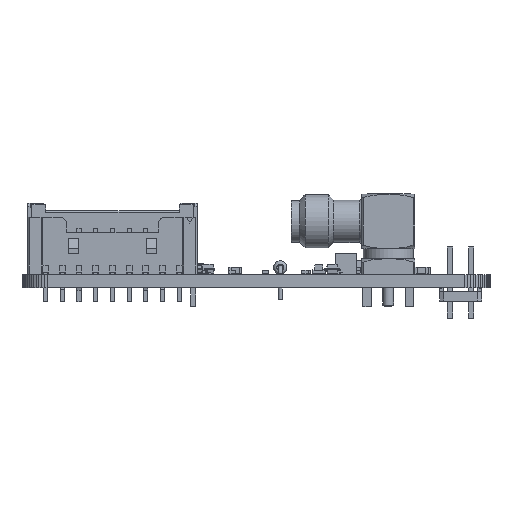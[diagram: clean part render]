
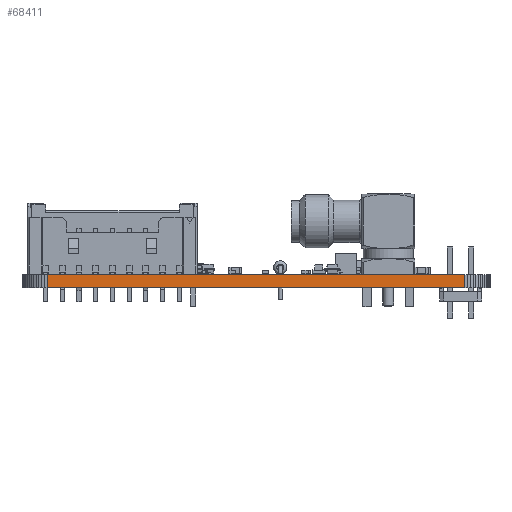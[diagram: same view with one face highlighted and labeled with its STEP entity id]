
A CAD part, front view. The second image highlights one B-rep face of the part: STEP entity #68411.
In plain terms, the highlighted planar face has unit normal (0, -1, 0).
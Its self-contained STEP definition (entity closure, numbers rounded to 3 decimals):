
#65345 = VERTEX_POINT('',#65346);
#65346 = CARTESIAN_POINT('',(93.,-113.,0.));
#65352 = EDGE_CURVE('',#65353,#65345,#65355,.T.);
#65353 = VERTEX_POINT('',#65354);
#65354 = CARTESIAN_POINT('',(143.,-113.,0.));
#65355 = LINE('',#65356,#65357);
#65356 = CARTESIAN_POINT('',(143.,-113.,0.));
#65357 = VECTOR('',#65358,1.);
#65358 = DIRECTION('',(-1.,0.,0.));
#66580 = VERTEX_POINT('',#66581);
#66581 = CARTESIAN_POINT('',(93.,-113.,1.606));
#66587 = EDGE_CURVE('',#66588,#66580,#66590,.T.);
#66588 = VERTEX_POINT('',#66589);
#66589 = CARTESIAN_POINT('',(143.,-113.,1.606));
#66590 = LINE('',#66591,#66592);
#66591 = CARTESIAN_POINT('',(143.,-113.,1.606));
#66592 = VECTOR('',#66593,1.);
#66593 = DIRECTION('',(-1.,0.,0.));
#68383 = EDGE_CURVE('',#65353,#66588,#68384,.T.);
#68384 = LINE('',#68385,#68386);
#68385 = CARTESIAN_POINT('',(143.,-113.,0.));
#68386 = VECTOR('',#68387,1.);
#68387 = DIRECTION('',(0.,0.,1.));
#68411 = ADVANCED_FACE('',(#68412),#68423,.T.);
#68412 = FACE_BOUND('',#68413,.T.);
#68413 = EDGE_LOOP('',(#68414,#68415,#68416,#68422));
#68414 = ORIENTED_EDGE('',*,*,#68383,.T.);
#68415 = ORIENTED_EDGE('',*,*,#66587,.T.);
#68416 = ORIENTED_EDGE('',*,*,#68417,.F.);
#68417 = EDGE_CURVE('',#65345,#66580,#68418,.T.);
#68418 = LINE('',#68419,#68420);
#68419 = CARTESIAN_POINT('',(93.,-113.,0.));
#68420 = VECTOR('',#68421,1.);
#68421 = DIRECTION('',(0.,0.,1.));
#68422 = ORIENTED_EDGE('',*,*,#65352,.F.);
#68423 = PLANE('',#68424);
#68424 = AXIS2_PLACEMENT_3D('',#68425,#68426,#68427);
#68425 = CARTESIAN_POINT('',(143.,-113.,0.));
#68426 = DIRECTION('',(0.,-1.,0.));
#68427 = DIRECTION('',(-1.,0.,0.));
